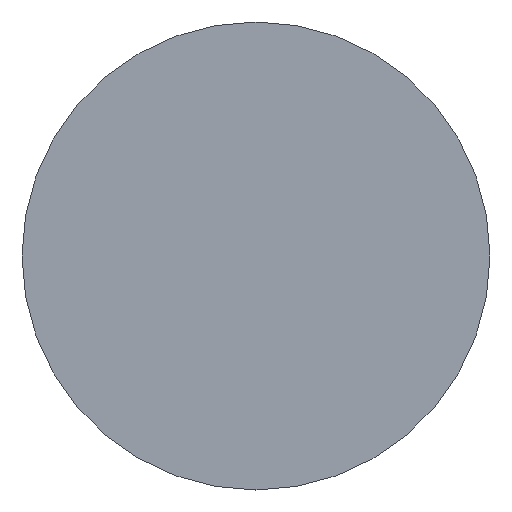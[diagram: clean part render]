
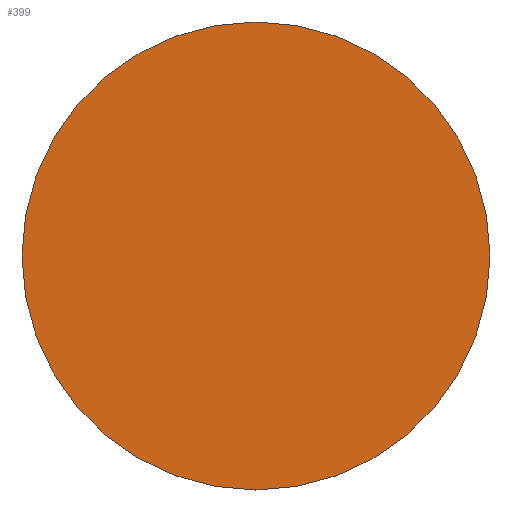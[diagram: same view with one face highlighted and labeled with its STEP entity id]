
A CAD part, front view. The second image highlights one B-rep face of the part: STEP entity #399.
In plain terms, the highlighted planar face has unit normal (0, -1, 0).
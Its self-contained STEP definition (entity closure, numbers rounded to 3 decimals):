
#32=PLANE('',#470);
#55=FACE_OUTER_BOUND('',#82,.T.);
#82=EDGE_LOOP('',(#344));
#110=CIRCLE('',#469,6.);
#188=VERTEX_POINT('',#775);
#239=EDGE_CURVE('',#188,#188,#110,.T.);
#344=ORIENTED_EDGE('',*,*,#239,.T.);
#399=ADVANCED_FACE('',(#55),#32,.T.);
#469=AXIS2_PLACEMENT_3D('',#776,#589,#590);
#470=AXIS2_PLACEMENT_3D('',#778,#592,#593);
#589=DIRECTION('center_axis',(0.,-1.,0.));
#590=DIRECTION('ref_axis',(1.,0.,0.));
#592=DIRECTION('center_axis',(0.,-1.,0.));
#593=DIRECTION('ref_axis',(0.,0.,-1.));
#775=CARTESIAN_POINT('',(-6.,0.,0.));
#776=CARTESIAN_POINT('Origin',(0.,0.,
0.));
#778=CARTESIAN_POINT('Origin',(3.,0.,0.));
